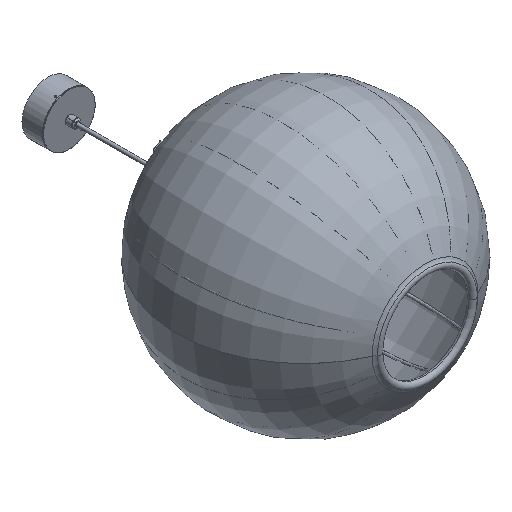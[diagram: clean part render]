
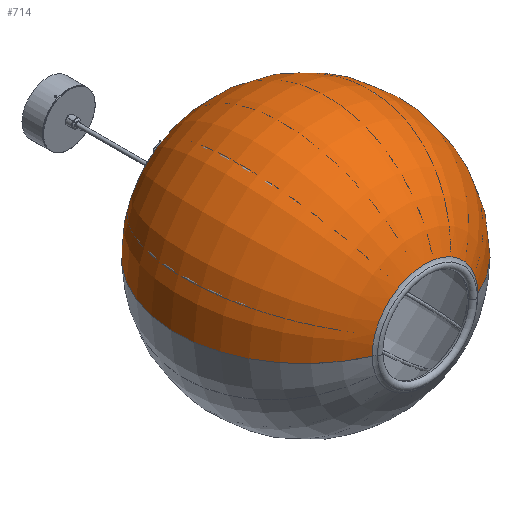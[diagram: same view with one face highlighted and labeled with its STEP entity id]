
A CAD part, isometric view. The second image highlights one B-rep face of the part: STEP entity #714.
In plain terms, the highlighted toroidal (fillet/blend) face has major radius 1.194 mm and minor radius 305 mm.
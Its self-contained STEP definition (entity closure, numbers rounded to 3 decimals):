
#714 = ADVANCED_FACE ( 'NONE', ( #14636 ), #18645, .F. ) ;
#6148 = CARTESIAN_POINT ( 'NONE',  ( 148.321, 269.012, 0. ) ) ;
#6435 = CARTESIAN_POINT ( 'NONE',  ( 0., 269.012, 0. ) ) ;
#9384 = DIRECTION ( 'NONE',  ( 0., 0., 1. ) ) ;
#9535 = DIRECTION ( 'NONE',  ( 0., 1., 0. ) ) ;
#9612 = DIRECTION ( 'NONE',  ( 0., 0., -1. ) ) ;
#12631 = EDGE_LOOP ( 'NONE', ( #22845, #24989, #55123, #37117 ) ) ;
#13679 = DIRECTION ( 'NONE',  ( 0., 1., 0. ) ) ;
#14018 = VERTEX_POINT ( 'NONE', #22468 ) ;
#14636 = FACE_OUTER_BOUND ( 'NONE', #12631, .T. ) ;
#14926 = AXIS2_PLACEMENT_3D ( 'NONE', #23697, #9612, #56054 ) ;
#18379 = EDGE_CURVE ( 'NONE', #14018, #48555, #45446, .T. ) ;
#18645 = TOROIDAL_SURFACE ( 'NONE', #22508, -1.194, 305. ) ;
#18929 = EDGE_CURVE ( 'NONE', #29618, #34448, #37868, .T. ) ;
#20213 = DIRECTION ( 'NONE',  ( -1., 0., 0. ) ) ;
#21306 = CIRCLE ( 'NONE', #43299, 123.356 ) ;
#21917 = CARTESIAN_POINT ( 'NONE',  ( -148.321, 269.012, 0. ) ) ;
#22468 = CARTESIAN_POINT ( 'NONE',  ( 123.356, -275.236, 0. ) ) ;
#22508 = AXIS2_PLACEMENT_3D ( 'NONE', #42154, #9535, #51480 ) ;
#22845 = ORIENTED_EDGE ( 'NONE', *, *, #18379, .F. ) ;
#23697 = CARTESIAN_POINT ( 'NONE',  ( 1.194, 3.174, 0. ) ) ;
#24989 = ORIENTED_EDGE ( 'NONE', *, *, #28808, .F. ) ;
#28808 = EDGE_CURVE ( 'NONE', #29618, #14018, #21306, .T. ) ;
#29618 = VERTEX_POINT ( 'NONE', #44005 ) ;
#33977 = AXIS2_PLACEMENT_3D ( 'NONE', #54062, #9384, #49547 ) ;
#34448 = VERTEX_POINT ( 'NONE', #21917 ) ;
#36414 = DIRECTION ( 'NONE',  ( -1., 0., 0. ) ) ;
#37117 = ORIENTED_EDGE ( 'NONE', *, *, #51369, .T. ) ;
#37868 = CIRCLE ( 'NONE', #14926, 305. ) ;
#41187 = CARTESIAN_POINT ( 'NONE',  ( 0., -275.236, 0. ) ) ;
#41543 = AXIS2_PLACEMENT_3D ( 'NONE', #6435, #42678, #20213 ) ;
#42154 = CARTESIAN_POINT ( 'NONE',  ( 0., 3.174, 0. ) ) ;
#42678 = DIRECTION ( 'NONE',  ( 0., 1., 0. ) ) ;
#43299 = AXIS2_PLACEMENT_3D ( 'NONE', #41187, #13679, #36414 ) ;
#44005 = CARTESIAN_POINT ( 'NONE',  ( -123.356, -275.236, 0. ) ) ;
#45446 = CIRCLE ( 'NONE', #33977, 305. ) ;
#48555 = VERTEX_POINT ( 'NONE', #6148 ) ;
#49547 = DIRECTION ( 'NONE',  ( 1., 0., 0. ) ) ;
#51369 = EDGE_CURVE ( 'NONE', #34448, #48555, #58847, .T. ) ;
#51480 = DIRECTION ( 'NONE',  ( -1., 0., 0. ) ) ;
#54062 = CARTESIAN_POINT ( 'NONE',  ( -1.194, 3.174, 0. ) ) ;
#55123 = ORIENTED_EDGE ( 'NONE', *, *, #18929, .T. ) ;
#56054 = DIRECTION ( 'NONE',  ( -1., 0., 0. ) ) ;
#58847 = CIRCLE ( 'NONE', #41543, 148.321 ) ;
